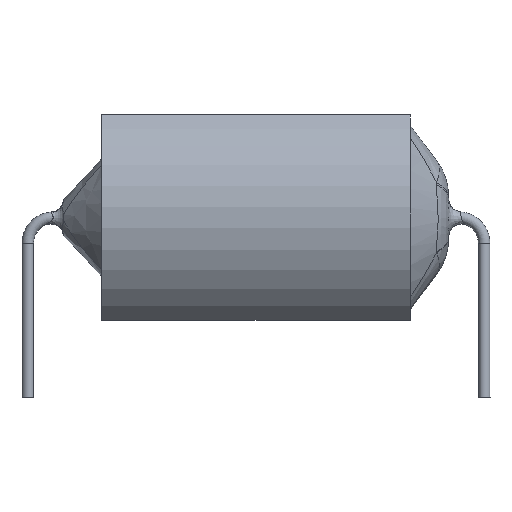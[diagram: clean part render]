
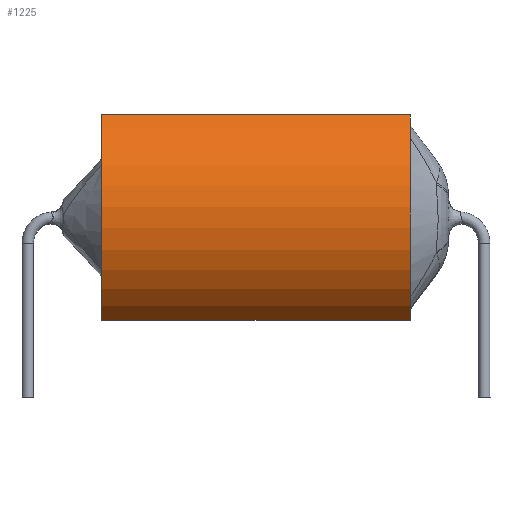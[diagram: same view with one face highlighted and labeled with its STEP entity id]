
A CAD part, front view. The second image highlights one B-rep face of the part: STEP entity #1225.
In plain terms, the highlighted cylindrical face has radius 5 mm (diameter 10 mm), a partial arc.
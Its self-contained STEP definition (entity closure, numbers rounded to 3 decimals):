
#416=CARTESIAN_POINT('',(-6.0,-3.0,4.0));
#417=VERTEX_POINT('',#416);
#424=CARTESIAN_POINT('',(6.0,-3.0,4.0));
#425=VERTEX_POINT('',#424);
#426=CARTESIAN_POINT('',(6.0,-3.0,4.0));
#427=DIRECTION('',(-1.0,0.0,0.0));
#428=VECTOR('',#427,1.0);
#429=LINE('',#426,#428);
#430=EDGE_CURVE('n� 81',#425,#417,#429,.T.);
#1022=CARTESIAN_POINT('',(6.0,-3.0,-4.0));
#1023=VERTEX_POINT('',#1022);
#1038=CARTESIAN_POINT('',(6.0,0.0,0.0));
#1039=DIRECTION('',(1.0,0.0,0.0));
#1040=DIRECTION('',(0.0,0.0,-1.0));
#1041=AXIS2_PLACEMENT_3D('',#1038,#1039,#1040);
#1042=CIRCLE('',#1041,5.0);
#1043=EDGE_CURVE('n� 9',#425,#1023,#1042,.T.);
#1143=CARTESIAN_POINT('',(-6.0,-3.0,-4.0));
#1144=VERTEX_POINT('',#1143);
#1158=CARTESIAN_POINT('',(6.0,-3.0,-4.0));
#1159=DIRECTION('',(-1.0,0.0,0.0));
#1160=VECTOR('',#1159,1.0);
#1161=LINE('',#1158,#1160);
#1162=EDGE_CURVE('n� 82',#1023,#1144,#1161,.T.);
#1208=CARTESIAN_POINT('',(-6.0,0.0,0.0));
#1209=DIRECTION('',(1.0,0.0,0.0));
#1210=DIRECTION('',(0.0,0.0,-1.0));
#1211=AXIS2_PLACEMENT_3D('',#1208,#1209,#1210);
#1212=CIRCLE('',#1211,5.0);
#1213=EDGE_CURVE('n� 58',#417,#1144,#1212,.T.);
#1214=ORIENTED_EDGE('',*,*,#1213,.T.);
#1215=ORIENTED_EDGE('',*,*,#1162,.F.);
#1216=ORIENTED_EDGE('',*,*,#1043,.F.);
#1217=ORIENTED_EDGE('',*,*,#430,.T.);
#1218=EDGE_LOOP('',(#1214,#1215,#1216,#1217));
#1219=FACE_OUTER_BOUND('',#1218,.T.);
#1220=CARTESIAN_POINT('',(6.0,0.0,0.0));
#1221=DIRECTION('',(-1.0,-0.0,-0.0));
#1222=DIRECTION('',(-0.0,0.0,1.0));
#1223=AXIS2_PLACEMENT_3D('',#1220,#1221,#1222);
#1224=CYLINDRICAL_SURFACE('',#1223,5.0);
#1225=ADVANCED_FACE('n� 88',(#1219),#1224,.T.);
